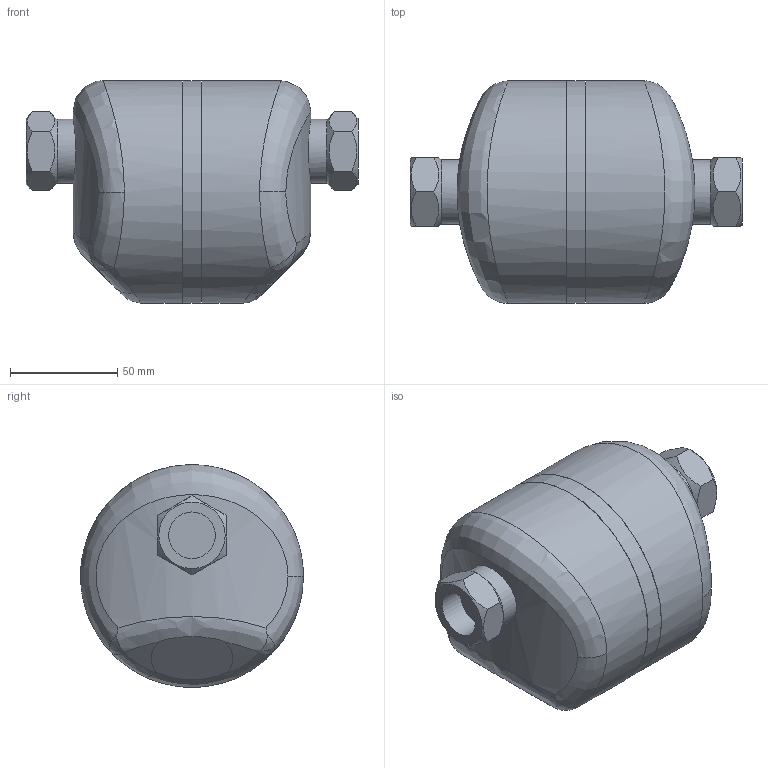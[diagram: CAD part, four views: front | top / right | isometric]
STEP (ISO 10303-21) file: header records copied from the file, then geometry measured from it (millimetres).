
FILE_DESCRIPTION((''),'2;1');
FILE_NAME('ss5n0-015-sw000-00.stp','2009-12-25T11:39:33',('nakaot'),(''),'Autodesk Inventor 2008','Autodesk Inventor 2008','');
FILE_SCHEMA(('AUTOMOTIVE_DESIGN { 1 0 10303 214 1 1 1 1 }'));
Length unit declared in the file: millimetre
Products named in the file (1): ss5n0-015-sw000-00
Bounding box: 155 x 104 x 104 mm (x, y, z)
Volume: 861094.4 mm3; surface area: 54250.1 mm2
Topology: 1 solids, 1 shells, 57 faces, 133 edges, 86 vertices
Faces by surface type: bspline 32, plane 13, cylinder 8, cone 4
Full cylindrical faces by diameter (mm): 21.8 x1, 30 x1, 100 x1, 104 x3
Entity records: 4623 total; most frequent: CARTESIAN_POINT 3616, ORIENTED_EDGE 232, DIRECTION 124, EDGE_CURVE 116, VERTEX_POINT 82, EDGE_LOOP 78, FACE_OUTER_BOUND 57, ADVANCED_FACE 57
